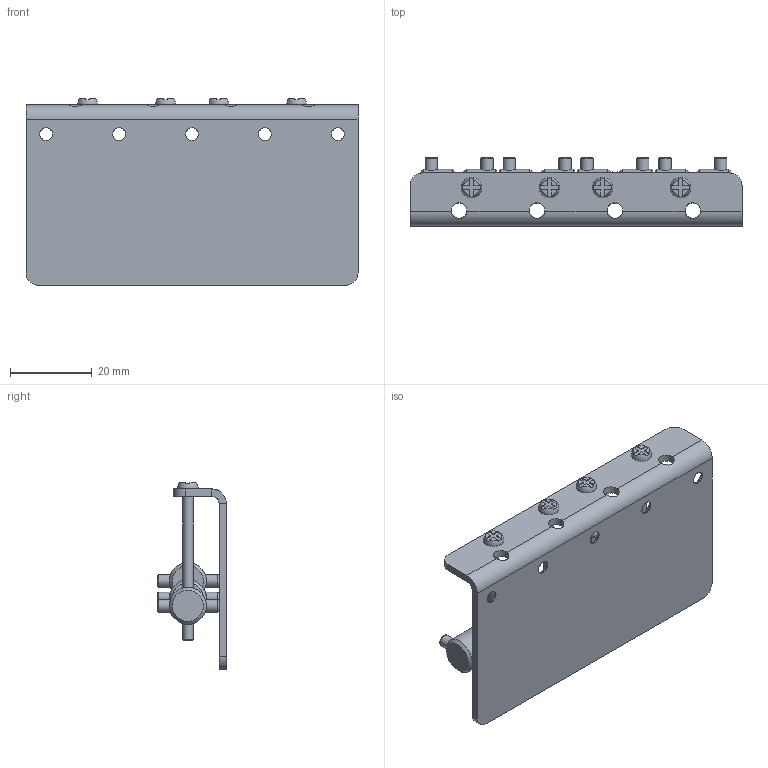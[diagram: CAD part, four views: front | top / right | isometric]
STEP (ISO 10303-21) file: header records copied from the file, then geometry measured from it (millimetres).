
FILE_DESCRIPTION(/* description */ (''),/* implementation_level */ '2;1');
FILE_NAME(/* name */ 'BRIDGE_ASSEMBLY.stp',/* time_stamp */ '2024-04-03T19:53:58+02:00',/* author */ ('Dell'),/* organization */ (''),/* preprocessor_version */ 'ST-DEVELOPER v20',/* originating_system */ 'Autodesk Inventor 2024',/* authorisation */ '');
FILE_SCHEMA (('CONFIG_CONTROL_DESIGN'));
Length unit declared in the file: millimetre
Products named in the file (5): BRIDGE_ASSEMBLY; BRIDGE_1; BRIDGE_4; BRIDGE_2; BRIDGE_3
Assembly tree (17 placements, depth 2):
  BRIDGE_ASSEMBLY
    BRIDGE_1
    BRIDGE_4  x4
    BRIDGE_2  x4
    BRIDGE_3  x8
Bounding box: 81 x 16.8 x 45.5 mm (x, y, z)
Volume: 13120.1 mm3; surface area: 15267.2 mm2
Topology: 17 solids, 17 shells, 468 faces, 1250 edges, 829 vertices
Faces by surface type: plane 281, bspline 95, cylinder 51, torus 24, cone 13, sphere 4
Full cylindrical faces by diameter (mm): 2.5 x8, 3 x20, 3.1 x5, 3.8 x4, 9 x8
Entity records: 10646 total; most frequent: CARTESIAN_POINT 3194, ORIENTED_EDGE 1672, DIRECTION 1172, EDGE_CURVE 836, VERTEX_POINT 553, LINE 532, VECTOR 532, EDGE_LOOP 341
